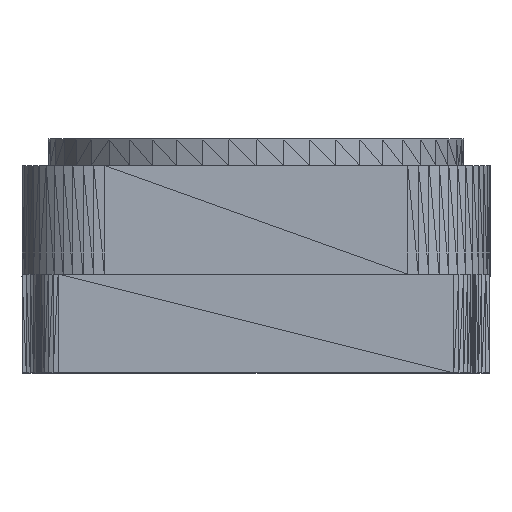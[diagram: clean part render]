
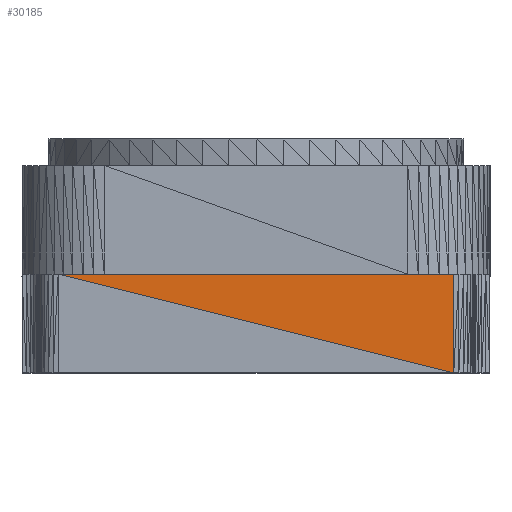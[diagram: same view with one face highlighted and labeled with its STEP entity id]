
A CAD part, left-side view. The second image highlights one B-rep face of the part: STEP entity #30185.
In plain terms, the highlighted planar face has unit normal (-1, 0, 0).
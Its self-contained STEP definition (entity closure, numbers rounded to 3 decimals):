
#683=FACE_OUTER_BOUND('',#3364,.T.);
#3364=EDGE_LOOP('',(#20793,#20794,#20795));
#6564=LINE('',#46673,#10588);
#6565=LINE('',#46675,#10589);
#6566=LINE('',#46676,#10590);
#10588=VECTOR('',#37420,10.);
#10589=VECTOR('',#37421,10.);
#10590=VECTOR('',#37422,10.);
#13553=VERTEX_POINT('',#44806);
#13959=VERTEX_POINT('',#46672);
#13960=VERTEX_POINT('',#46674);
#15951=EDGE_CURVE('',#13553,#13959,#6564,.T.);
#15952=EDGE_CURVE('',#13553,#13960,#6565,.T.);
#15953=EDGE_CURVE('',#13959,#13960,#6566,.T.);
#20793=ORIENTED_EDGE('',*,*,#15951,.F.);
#20794=ORIENTED_EDGE('',*,*,#15952,.T.);
#20795=ORIENTED_EDGE('',*,*,#15953,.F.);
#27504=PLANE('',#32880);
#30185=ADVANCED_FACE('',(#683),#27504,.T.);
#32880=AXIS2_PLACEMENT_3D('',#46671,#37418,#37419);
#37418=DIRECTION('center_axis',(-1.,0.,
0.));
#37419=DIRECTION('ref_axis',(0.,0.,1.));
#37420=DIRECTION('',(0.,0.97,0.242));
#37421=DIRECTION('',(0.,0.,1.));
#37422=DIRECTION('',(0.,-1.,0.));
#44806=CARTESIAN_POINT('',(-425.105,-20.105,0.002));
#46671=CARTESIAN_POINT('Origin',(-425.105,-20.105,60.002));
#46672=CARTESIAN_POINT('',(-425.105,219.962,60.002));
#46673=CARTESIAN_POINT('',(-425.105,-20.105,0.002));
#46674=CARTESIAN_POINT('',(-425.105,-20.105,60.002));
#46675=CARTESIAN_POINT('',(-425.105,-20.105,0.002));
#46676=CARTESIAN_POINT('',(-425.105,219.962,60.002));
